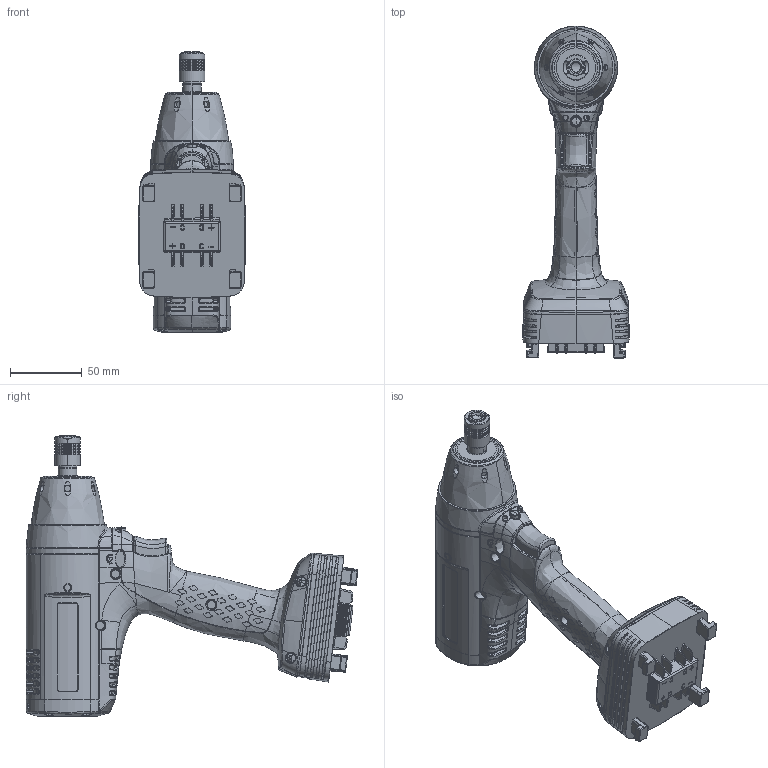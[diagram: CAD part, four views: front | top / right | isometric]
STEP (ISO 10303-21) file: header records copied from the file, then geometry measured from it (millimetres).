
FILE_DESCRIPTION((''),'2;1');
FILE_NAME('8433323027_FILLED_ASM','2021-07-12T12:43:11',('INEEXTrab'),(''),'CREO PARAMETRIC BY PTC INC, 2020281','CREO PARAMETRIC BY PTC INC, 2020281','');
FILE_SCHEMA(('AP242_MANAGED_MODEL_BASED_3D_ENGINEERING_MIM_LF { 1 0 10303 442 1 1 4 }'));
Length unit declared in the file: millimetre
Products named in the file (5): EXT_COMP_SW0001; PRT0009; PRT0015; 4250313204; 8433323027_FILLED_ASM
Assembly tree (4 placements, depth 2):
  8433323027_FILLED_ASM
    EXT_COMP_SW0001
    PRT0009
    PRT0015
    4250313204
Bounding box: 74.42 x 231.34 x 195.62 mm (x, y, z)
Volume: 802071.2 mm3; surface area: 115259 mm2
Topology: 10 solids, 32 shells, 5885 faces, 16329 edges, 10654 vertices
Faces by surface type: plane 2462, bspline 1546, cylinder 1217, torus 232, cone 195, extrusion 139, sphere 94
Entity records: 327921 total; most frequent: CARTESIAN_POINT 164108, ORIENTED_EDGE 32492, DIRECTION 19796, EDGE_CURVE 16246, VERTEX_POINT 10654, B_SPLINE_CURVE_WITH_KNOTS 7992, AXIS2_PLACEMENT_3D 7056, EDGE_LOOP 6132
